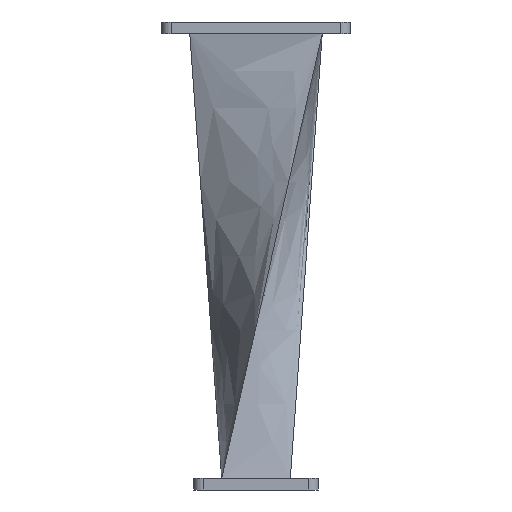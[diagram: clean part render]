
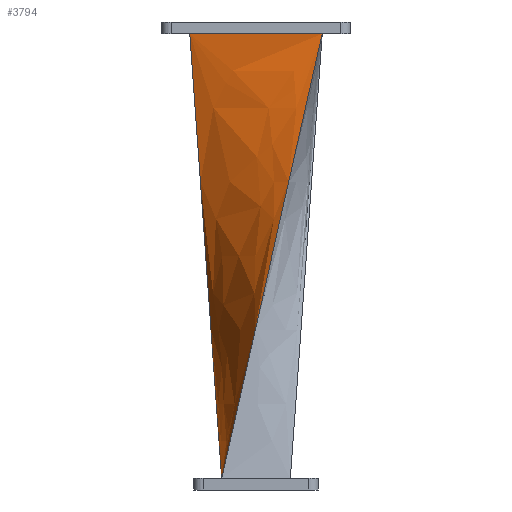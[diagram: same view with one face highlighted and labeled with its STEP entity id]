
A CAD part, front view. The second image highlights one B-rep face of the part: STEP entity #3794.
In plain terms, the highlighted free-form (B-spline) face has degree [3, 1] with [6, 4] control points.
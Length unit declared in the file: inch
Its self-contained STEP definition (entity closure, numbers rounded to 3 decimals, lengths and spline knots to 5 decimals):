
#111 = CARTESIAN_POINT ( 'NONE',  ( -1.155, -2.23, -14.96063 ) ) ;
#134 = CARTESIAN_POINT ( 'NONE',  ( 1.48667, -1.155, 0. ) ) ;
#186 = LINE ( 'NONE', #954, #3955 ) ;
#202 = VERTEX_POINT ( 'NONE', #1104 ) ;
#221 = CARTESIAN_POINT ( 'NONE',  ( -1.155, 2.23, -14.96063 ) ) ;
#514 = CARTESIAN_POINT ( 'NONE',  ( -1.155, 2.23, -14.96063 ) ) ;
#633 = CARTESIAN_POINT ( 'NONE',  ( -1.14425, 2.26385, -15.11024 ) ) ;
#800 = CARTESIAN_POINT ( 'NONE',  ( 2.23, -1.155, 0. ) ) ;
#870 = CARTESIAN_POINT ( 'NONE',  ( -1.155, -1.48667, -14.96063 ) ) ;
#889 = VECTOR ( 'NONE', #2100, 39.37008 ) ;
#923 = ORIENTED_EDGE ( 'NONE', *, *, #2188, .F. ) ;
#954 = CARTESIAN_POINT ( 'NONE',  ( -2.23, -1.155, 0. ) ) ;
#1104 = CARTESIAN_POINT ( 'NONE',  ( -1.155, 2.23, -14.96063 ) ) ;
#1109 = ORIENTED_EDGE ( 'NONE', *, *, #3953, .T. ) ;
#1187 = CARTESIAN_POINT ( 'NONE',  ( -1.15168, 1.51308, -15.11024 ) ) ;
#1205 = VERTEX_POINT ( 'NONE', #2794 ) ;
#1408 = CARTESIAN_POINT ( 'NONE',  ( -2.23, -1.155, 0. ) ) ;
#1467 = LINE ( 'NONE', #4190, #889 ) ;
#1501 = CARTESIAN_POINT ( 'NONE',  ( -0.73922, -1.17398, 0.14961 ) ) ;
#1522 = CARTESIAN_POINT ( 'NONE',  ( -1.155, 1.48667, -14.96063 ) ) ;
#1566 = CARTESIAN_POINT ( 'NONE',  ( 2.26385, -1.14425, 0.14961 ) ) ;
#1735 = VERTEX_POINT ( 'NONE', #2941 ) ;
#1775 = EDGE_LOOP ( 'NONE', ( #4353, #2226, #1109, #923 ) ) ;
#1839 = CARTESIAN_POINT ( 'NONE',  ( -1.18142, -1.48998, -15.11024 ) ) ;
#1863 = CARTESIAN_POINT ( 'NONE',  ( -1.15912, 0.76232, -15.11024 ) ) ;
#1885 = CARTESIAN_POINT ( 'NONE',  ( -0.74333, -1.155, 0. ) ) ;
#1887 = VERTEX_POINT ( 'NONE', #1408 ) ;
#2100 = DIRECTION ( 'NONE',  ( -0.22, -0.07, -0.973 ) ) ;
#2111 = DIRECTION ( 'NONE',  ( 0.07, 0.22, -0.973 ) ) ;
#2179 = CARTESIAN_POINT ( 'NONE',  ( 1.51308, -1.15168, 0.14961 ) ) ;
#2188 = EDGE_CURVE ( 'NONE', #1205, #1735, #1467, .T. ) ;
#2226 = ORIENTED_EDGE ( 'NONE', *, *, #3610, .T. ) ;
#2473 = LINE ( 'NONE', #3087, #4059 ) ;
#2691 = DIRECTION ( 'NONE',  ( 0., -1., 0. ) ) ;
#2794 = CARTESIAN_POINT ( 'NONE',  ( 2.23, -1.155, 0. ) ) ;
#2889 = CARTESIAN_POINT ( 'NONE',  ( -1.155, 0.74333, -14.96063 ) ) ;
#2941 = CARTESIAN_POINT ( 'NONE',  ( -1.155, -2.23, -14.96063 ) ) ;
#3087 = CARTESIAN_POINT ( 'NONE',  ( -1.6925, 0.5375, -7.48031 ) ) ;
#3212 = CARTESIAN_POINT ( 'NONE',  ( 0.74333, -1.155, 0. ) ) ;
#3231 = VECTOR ( 'NONE', #2691, 39.37008 ) ;
#3257 = CARTESIAN_POINT ( 'NONE',  ( -1.48667, -1.155, 0. ) ) ;
#3280 = CARTESIAN_POINT ( 'NONE',  ( -2.23, -1.155, 0. ) ) ;
#3302 = FACE_OUTER_BOUND ( 'NONE', #1775, .T. ) ;
#3383 = LINE ( 'NONE', #221, #3231 ) ;
#3542 = CARTESIAN_POINT ( 'NONE',  ( -1.17398, -0.73922, -15.11024 ) ) ;
#3610 = EDGE_CURVE ( 'NONE', #1887, #202, #2473, .T. ) ;
#3615 = CARTESIAN_POINT ( 'NONE',  ( -2.24075, -1.18885, 0.14961 ) ) ;
#3635 = CARTESIAN_POINT ( 'NONE',  ( -1.155, -0.74333, -14.96063 ) ) ;
#3794 = ADVANCED_FACE ( 'NONE', ( #3302 ), #4482, .T. ) ;
#3953 = EDGE_CURVE ( 'NONE', #202, #1735, #3383, .T. ) ;
#3955 = VECTOR ( 'NONE', #4389, 39.37008 ) ;
#4059 = VECTOR ( 'NONE', #2111, 39.37008 ) ;
#4190 = CARTESIAN_POINT ( 'NONE',  ( 0.5375, -1.6925, -7.48031 ) ) ;
#4249 = CARTESIAN_POINT ( 'NONE',  ( -1.18885, -2.24075, -15.11024 ) ) ;
#4297 = CARTESIAN_POINT ( 'NONE',  ( -1.48998, -1.18142, 0.14961 ) ) ;
#4341 = CARTESIAN_POINT ( 'NONE',  ( 0.76232, -1.15912, 0.14961 ) ) ;
#4353 = ORIENTED_EDGE ( 'NONE', *, *, #4358, .F. ) ;
#4358 = EDGE_CURVE ( 'NONE', #1887, #1205, #186, .T. ) ;
#4389 = DIRECTION ( 'NONE',  ( 1., 0., 0. ) ) ;
#4482 = B_SPLINE_SURFACE_WITH_KNOTS ( 'NONE', 3, 1, ( 
 ( #1566, #800, #111, #4249 ),
 ( #2179, #134, #870, #1839 ),
 ( #4341, #3212, #3635, #3542 ),
 ( #1501, #1885, #2889, #1863 ),
 ( #4297, #3257, #1522, #1187 ),
 ( #3615, #3280, #514, #633 ) ),
 .UNSPECIFIED., .F., .F., .F.,
 ( 4, 2, 4 ),
 ( 2, 1, 1, 2 ),
 ( 0., 0.5, 1. ),
 ( -0.01, 0., 1., 1.01 ),
 .UNSPECIFIED. ) ;
